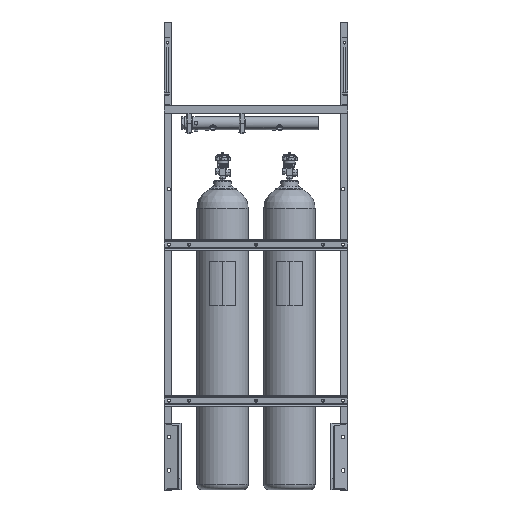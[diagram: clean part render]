
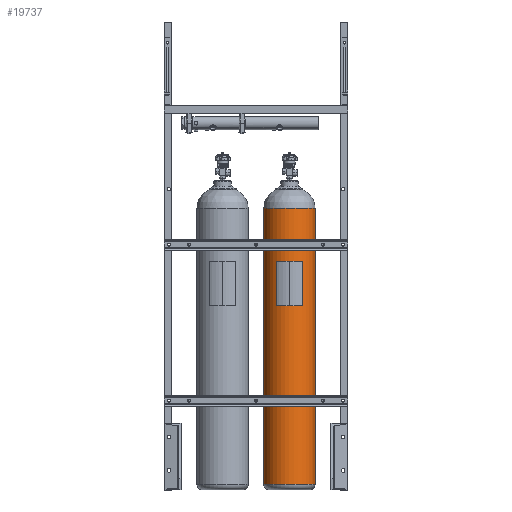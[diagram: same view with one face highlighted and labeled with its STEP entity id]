
A CAD part, top view. The second image highlights one B-rep face of the part: STEP entity #19737.
In plain terms, the highlighted cylindrical face has radius 116.635 mm (diameter 233.269 mm), a partial arc.
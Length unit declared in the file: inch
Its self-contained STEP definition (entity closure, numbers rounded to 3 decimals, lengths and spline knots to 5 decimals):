
#845 = FACE_OUTER_BOUND ( 'NONE', #8947, .T. ) ;
#990 = DIRECTION ( 'NONE',  ( 0., 1., 0. ) ) ;
#2950 = EDGE_CURVE ( 'NONE', #16530, #6019, #38999, .T. ) ;
#3525 = VECTOR ( 'NONE', #33425, 39.37008 ) ;
#6019 = VERTEX_POINT ( 'NONE', #23068 ) ;
#7788 = VERTEX_POINT ( 'NONE', #32407 ) ;
#8133 = CARTESIAN_POINT ( 'NONE',  ( -4.59191, 0., 0. ) ) ;
#8544 = LINE ( 'NONE', #8133, #3525 ) ;
#8947 = EDGE_LOOP ( 'NONE', ( #40185, #14484, #26569, #37980 ) ) ;
#11457 = EDGE_CURVE ( 'NONE', #6019, #15119, #27615, .T. ) ;
#13563 = DIRECTION ( 'NONE',  ( 0., 1., 0. ) ) ;
#14484 = ORIENTED_EDGE ( 'NONE', *, *, #11457, .T. ) ;
#14850 = CARTESIAN_POINT ( 'NONE',  ( 4.59191, 0., 0. ) ) ;
#15003 = EDGE_CURVE ( 'NONE', #16530, #7788, #8544, .T. ) ;
#15119 = VERTEX_POINT ( 'NONE', #18962 ) ;
#16530 = VERTEX_POINT ( 'NONE', #19497 ) ;
#17084 = CYLINDRICAL_SURFACE ( 'NONE', #24702, 4.59191 ) ;
#17285 = CARTESIAN_POINT ( 'NONE',  ( 0., 0., 0. ) ) ;
#18962 = CARTESIAN_POINT ( 'NONE',  ( 4.59191, -4.92411, 0. ) ) ;
#19497 = CARTESIAN_POINT ( 'NONE',  ( -4.59191, -54.5, 0. ) ) ;
#19737 = ADVANCED_FACE ( 'NONE', ( #845 ), #17084, .T. ) ;
#20174 = DIRECTION ( 'NONE',  ( -1., 0., 0. ) ) ;
#23068 = CARTESIAN_POINT ( 'NONE',  ( 4.59191, -54.5, 0. ) ) ;
#23402 = AXIS2_PLACEMENT_3D ( 'NONE', #29401, #990, #20174 ) ;
#24459 = DIRECTION ( 'NONE',  ( 0., 1., 0. ) ) ;
#24494 = DIRECTION ( 'NONE',  ( 0., 1., 0. ) ) ;
#24702 = AXIS2_PLACEMENT_3D ( 'NONE', #17285, #13563, #35712 ) ;
#26569 = ORIENTED_EDGE ( 'NONE', *, *, #30931, .F. ) ;
#27244 = DIRECTION ( 'NONE',  ( -1., 0., 0. ) ) ;
#27449 = CARTESIAN_POINT ( 'NONE',  ( 0., -54.5, 0. ) ) ;
#27615 = LINE ( 'NONE', #14850, #32267 ) ;
#29401 = CARTESIAN_POINT ( 'NONE',  ( 0., -4.92411, 0. ) ) ;
#30931 = EDGE_CURVE ( 'NONE', #7788, #15119, #39445, .T. ) ;
#32267 = VECTOR ( 'NONE', #24459, 39.37008 ) ;
#32319 = AXIS2_PLACEMENT_3D ( 'NONE', #27449, #24494, #27244 ) ;
#32407 = CARTESIAN_POINT ( 'NONE',  ( -4.59191, -4.92411, 0. ) ) ;
#33425 = DIRECTION ( 'NONE',  ( 0., 1., 0. ) ) ;
#35712 = DIRECTION ( 'NONE',  ( -1., 0., 0. ) ) ;
#37980 = ORIENTED_EDGE ( 'NONE', *, *, #15003, .F. ) ;
#38999 = CIRCLE ( 'NONE', #32319, 4.59191 ) ;
#39445 = CIRCLE ( 'NONE', #23402, 4.59191 ) ;
#40185 = ORIENTED_EDGE ( 'NONE', *, *, #2950, .T. ) ;
